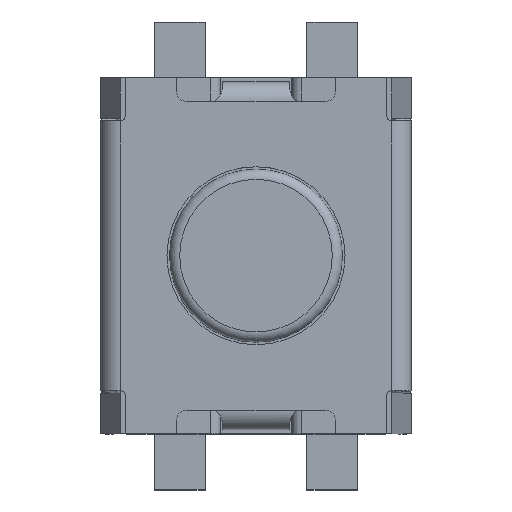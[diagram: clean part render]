
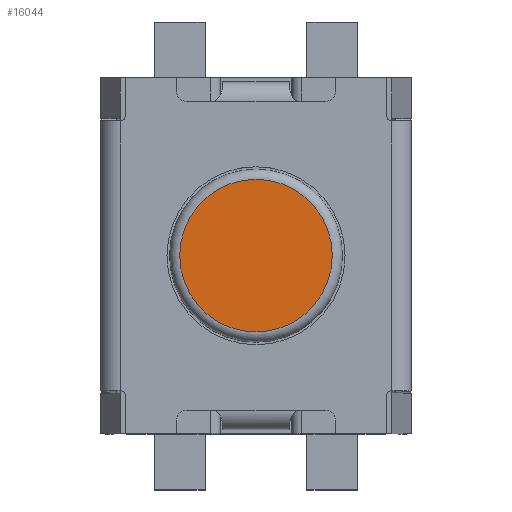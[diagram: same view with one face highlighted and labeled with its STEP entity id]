
A CAD part, top view. The second image highlights one B-rep face of the part: STEP entity #16044.
In plain terms, the highlighted planar face has unit normal (0, 0, 1).
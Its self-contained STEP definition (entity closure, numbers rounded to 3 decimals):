
#15957 = TOROIDAL_SURFACE('',#15958,0.75,0.1);
#15958 = AXIS2_PLACEMENT_3D('',#15959,#15960,#15961);
#15959 = CARTESIAN_POINT('',(0.,0.,1.9));
#15960 = DIRECTION('',(0.,-0.,1.));
#15961 = DIRECTION('',(1.,0.,0.));
#16044 = ADVANCED_FACE('',(#16045),#16058,.T.);
#16045 = FACE_BOUND('',#16046,.T.);
#16046 = EDGE_LOOP('',(#16047));
#16047 = ORIENTED_EDGE('',*,*,#16048,.T.);
#16048 = EDGE_CURVE('',#16049,#16049,#16051,.T.);
#16049 = VERTEX_POINT('',#16050);
#16050 = CARTESIAN_POINT('',(0.75,0.,2.));
#16051 = SURFACE_CURVE('',#16052,(#16057,#16069),.PCURVE_S1.);
#16052 = CIRCLE('',#16053,0.75);
#16053 = AXIS2_PLACEMENT_3D('',#16054,#16055,#16056);
#16054 = CARTESIAN_POINT('',(0.,0.,2.));
#16055 = DIRECTION('',(0.,-0.,1.));
#16056 = DIRECTION('',(1.,0.,0.));
#16057 = PCURVE('',#16058,#16063);
#16058 = PLANE('',#16059);
#16059 = AXIS2_PLACEMENT_3D('',#16060,#16061,#16062);
#16060 = CARTESIAN_POINT('',(0.,0.,2.));
#16061 = DIRECTION('',(0.,-0.,1.));
#16062 = DIRECTION('',(1.,0.,0.));
#16063 = DEFINITIONAL_REPRESENTATION('',(#16064),#16068);
#16064 = CIRCLE('',#16065,0.75);
#16065 = AXIS2_PLACEMENT_2D('',#16066,#16067);
#16066 = CARTESIAN_POINT('',(0.,0.));
#16067 = DIRECTION('',(1.,0.));
#16068 = ( GEOMETRIC_REPRESENTATION_CONTEXT(2) 
PARAMETRIC_REPRESENTATION_CONTEXT() REPRESENTATION_CONTEXT('2D SPACE',''
  ) );
#16069 = PCURVE('',#15957,#16070);
#16070 = DEFINITIONAL_REPRESENTATION('',(#16071),#16075);
#16071 = LINE('',#16072,#16073);
#16072 = CARTESIAN_POINT('',(0.,7.854));
#16073 = VECTOR('',#16074,1.);
#16074 = DIRECTION('',(1.,0.));
#16075 = ( GEOMETRIC_REPRESENTATION_CONTEXT(2) 
PARAMETRIC_REPRESENTATION_CONTEXT() REPRESENTATION_CONTEXT('2D SPACE',''
  ) );
